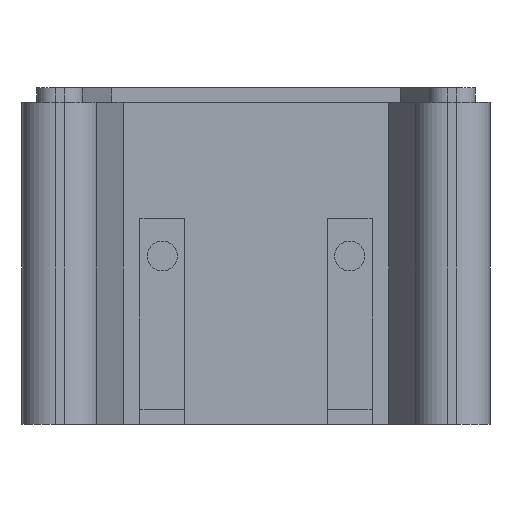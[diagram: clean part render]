
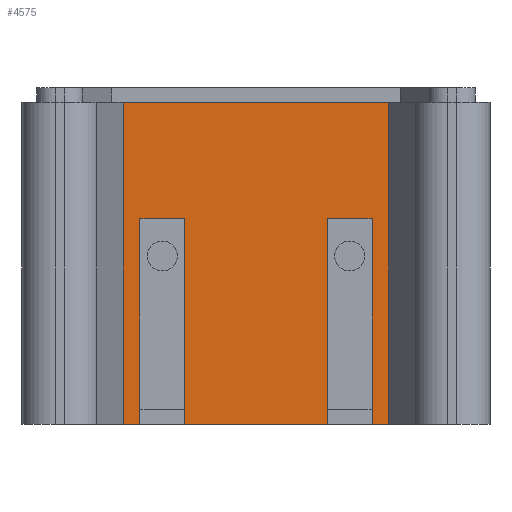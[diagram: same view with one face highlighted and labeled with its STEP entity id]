
A CAD part, front view. The second image highlights one B-rep face of the part: STEP entity #4575.
In plain terms, the highlighted planar face has unit normal (0, -1, 0).
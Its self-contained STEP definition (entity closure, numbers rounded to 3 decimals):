
#430=PLANE('',#4784);
#649=FACE_OUTER_BOUND('',#901,.T.);
#901=EDGE_LOOP('',(#4076,#4077,#4078,#4079,#4080,#4081,#4082,#4083,#4084,
#4085,#4086,#4087));
#1317=LINE('',#7735,#1771);
#1323=LINE('',#7821,#1777);
#1326=LINE('',#7827,#1780);
#1327=LINE('',#7829,#1781);
#1328=LINE('',#7831,#1782);
#1329=LINE('',#7833,#1783);
#1330=LINE('',#7835,#1784);
#1331=LINE('',#7837,#1785);
#1332=LINE('',#7839,#1786);
#1333=LINE('',#7841,#1787);
#1334=LINE('',#7843,#1788);
#1335=LINE('',#7844,#1789);
#1771=VECTOR('',#5465,1000.);
#1777=VECTOR('',#5501,1000.);
#1780=VECTOR('',#5506,1000.);
#1781=VECTOR('',#5507,1000.);
#1782=VECTOR('',#5508,1000.);
#1783=VECTOR('',#5509,1000.);
#1784=VECTOR('',#5510,1000.);
#1785=VECTOR('',#5511,1000.);
#1786=VECTOR('',#5512,1000.);
#1787=VECTOR('',#5513,1000.);
#1788=VECTOR('',#5514,1000.);
#1789=VECTOR('',#5515,1000.);
#2254=VERTEX_POINT('',#7732);
#2255=VERTEX_POINT('',#7734);
#2272=VERTEX_POINT('',#7820);
#2274=VERTEX_POINT('',#7826);
#2275=VERTEX_POINT('',#7828);
#2276=VERTEX_POINT('',#7830);
#2277=VERTEX_POINT('',#7832);
#2278=VERTEX_POINT('',#7834);
#2279=VERTEX_POINT('',#7836);
#2280=VERTEX_POINT('',#7838);
#2281=VERTEX_POINT('',#7840);
#2282=VERTEX_POINT('',#7842);
#2870=EDGE_CURVE('',#2254,#2255,#1317,.T.);
#2889=EDGE_CURVE('',#2272,#2255,#1323,.T.);
#2892=EDGE_CURVE('',#2274,#2254,#1326,.T.);
#2893=EDGE_CURVE('',#2275,#2274,#1327,.T.);
#2894=EDGE_CURVE('',#2276,#2275,#1328,.T.);
#2895=EDGE_CURVE('',#2277,#2276,#1329,.T.);
#2896=EDGE_CURVE('',#2278,#2277,#1330,.T.);
#2897=EDGE_CURVE('',#2279,#2278,#1331,.T.);
#2898=EDGE_CURVE('',#2280,#2279,#1332,.T.);
#2899=EDGE_CURVE('',#2281,#2280,#1333,.T.);
#2900=EDGE_CURVE('',#2282,#2281,#1334,.T.);
#2901=EDGE_CURVE('',#2272,#2282,#1335,.T.);
#4076=ORIENTED_EDGE('',*,*,#2892,.F.);
#4077=ORIENTED_EDGE('',*,*,#2893,.F.);
#4078=ORIENTED_EDGE('',*,*,#2894,.F.);
#4079=ORIENTED_EDGE('',*,*,#2895,.F.);
#4080=ORIENTED_EDGE('',*,*,#2896,.F.);
#4081=ORIENTED_EDGE('',*,*,#2897,.F.);
#4082=ORIENTED_EDGE('',*,*,#2898,.F.);
#4083=ORIENTED_EDGE('',*,*,#2899,.F.);
#4084=ORIENTED_EDGE('',*,*,#2900,.F.);
#4085=ORIENTED_EDGE('',*,*,#2901,.F.);
#4086=ORIENTED_EDGE('',*,*,#2889,.T.);
#4087=ORIENTED_EDGE('',*,*,#2870,.F.);
#4575=ADVANCED_FACE('',(#649),#430,.F.);
#4784=AXIS2_PLACEMENT_3D('',#7825,#5504,#5505);
#5465=DIRECTION('',(1.,0.,0.));
#5501=DIRECTION('',(0.,0.,1.));
#5504=DIRECTION('center_axis',(0.,1.,0.));
#5505=DIRECTION('ref_axis',(-1.,0.,0.));
#5506=DIRECTION('',(0.,0.,1.));
#5507=DIRECTION('',(-1.,0.,0.));
#5508=DIRECTION('',(0.,0.,-1.));
#5509=DIRECTION('',(-1.,0.,0.));
#5510=DIRECTION('',(0.,0.,1.));
#5511=DIRECTION('',(-1.,0.,0.));
#5512=DIRECTION('',(0.,0.,-1.));
#5513=DIRECTION('',(-1.,0.,0.));
#5514=DIRECTION('',(0.,0.,1.));
#5515=DIRECTION('',(-1.,0.,0.));
#7732=CARTESIAN_POINT('',(-3.55,3.,4.1));
#7734=CARTESIAN_POINT('',(3.55,3.,4.1));
#7735=CARTESIAN_POINT('',(0.,3.,4.1));
#7820=CARTESIAN_POINT('',(3.55,3.,-4.5));
#7821=CARTESIAN_POINT('',(3.55,3.,4.5));
#7825=CARTESIAN_POINT('Origin',(-3.55,3.,4.5));
#7826=CARTESIAN_POINT('',(-3.55,3.,-4.5));
#7827=CARTESIAN_POINT('',(-3.55,3.,4.5));
#7828=CARTESIAN_POINT('',(-3.1,3.,-4.5));
#7829=CARTESIAN_POINT('',(-3.55,3.,-4.5));
#7830=CARTESIAN_POINT('',(-3.1,3.,1.));
#7831=CARTESIAN_POINT('',(-3.1,3.,4.5));
#7832=CARTESIAN_POINT('',(-1.9,3.,1.));
#7833=CARTESIAN_POINT('',(-3.55,3.,1.));
#7834=CARTESIAN_POINT('',(-1.9,3.,-4.5));
#7835=CARTESIAN_POINT('',(-1.9,3.,4.5));
#7836=CARTESIAN_POINT('',(1.9,3.,-4.5));
#7837=CARTESIAN_POINT('',(-3.55,3.,-4.5));
#7838=CARTESIAN_POINT('',(1.9,3.,1.));
#7839=CARTESIAN_POINT('',(1.9,3.,4.5));
#7840=CARTESIAN_POINT('',(3.1,3.,1.));
#7841=CARTESIAN_POINT('',(-3.55,3.,1.));
#7842=CARTESIAN_POINT('',(3.1,3.,-4.5));
#7843=CARTESIAN_POINT('',(3.1,3.,4.5));
#7844=CARTESIAN_POINT('',(-3.55,3.,-4.5));
